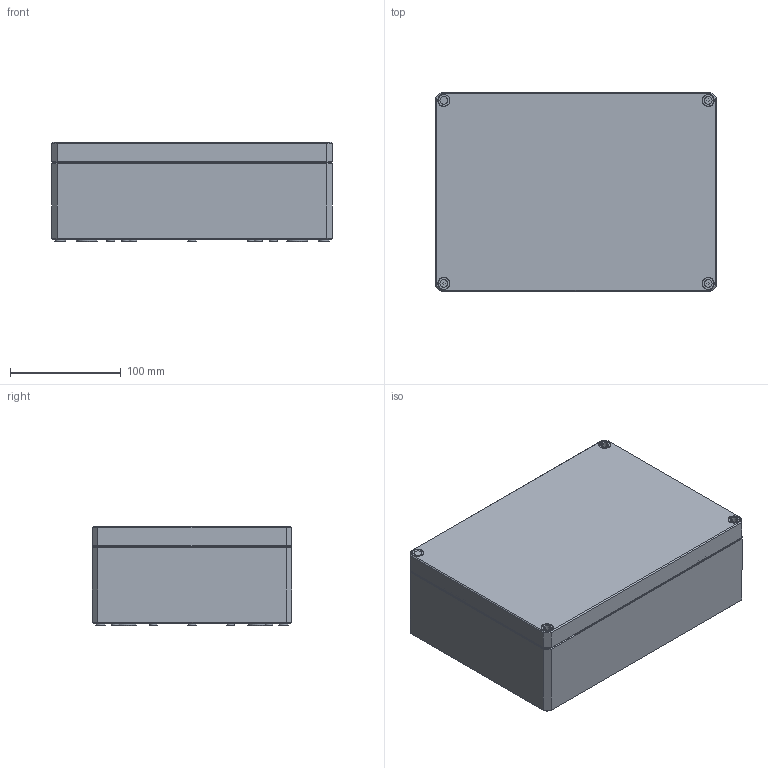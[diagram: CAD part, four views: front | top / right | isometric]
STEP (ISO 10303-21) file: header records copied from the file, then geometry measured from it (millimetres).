
FILE_DESCRIPTION(/* description */ (''),/* implementation_level */ '2;1');
FILE_NAME(/* name */ '0903105890 MBI 251809 OK.stp',/* time_stamp */ '2020-12-16T08:21:43+01:00',/* author */ ('alexander.rose'),/* organization */ (''),/* preprocessor_version */ 'ST-DEVELOPER v17.2',/* originating_system */ 'Autodesk Inventor 2019',/* authorisation */ '');
FILE_SCHEMA (('AUTOMOTIVE_DESIGN { 1 0 10303 214 3 1 1 }'));
Products named in the file (5): 0903105890 MBI 251809 H OK; 0901105892-UT_251872 - Index04; 0903105891-OT_251818 Klar; Schraube _ M10 x 34 _ MBTK; Dichtung_2518xx
Assembly tree (7 placements, depth 2):
  0903105890 MBI 251809 H OK
    0901105892-UT_251872 - Index04
    0903105891-OT_251818 Klar
    Schraube _ M10 x 34 _ MBTK  x4
    Dichtung_2518xx
Bounding box: 254 x 180.5 x 89.7 mm (x, y, z)
Volume: 553227 mm3; surface area: 359982.2 mm2
Topology: 7 solids, 7 shells, 2571 faces, 6276 edges, 3904 vertices
Faces by surface type: plane 1032, bspline 530, cylinder 410, torus 356, cone 227, sphere 16
Full cylindrical faces by diameter (mm): 4.5 x4, 5 x4, 5.8 x8, 6 x1, 7 x4, 8.376 x4, 10 x1, 10.5 x4
Entity records: 76849 total; most frequent: CARTESIAN_POINT 22971, ORIENTED_EDGE 11638, DIRECTION 10189, EDGE_CURVE 5819, VERTEX_POINT 3607, AXIS2_PLACEMENT_3D 3597, LINE 2995, VECTOR 2995
